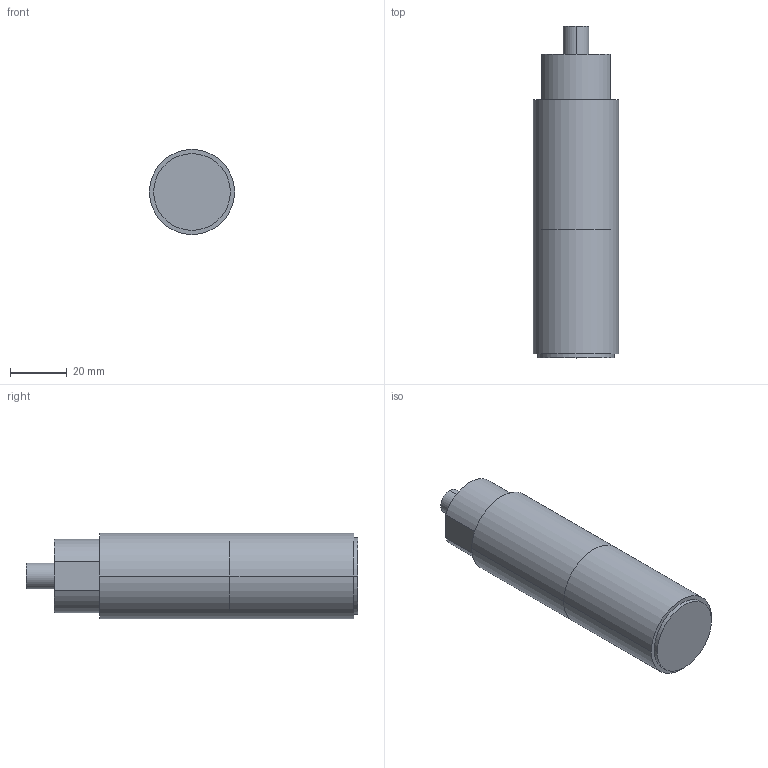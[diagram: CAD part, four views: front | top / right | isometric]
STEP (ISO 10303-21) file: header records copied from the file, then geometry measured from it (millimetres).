
FILE_DESCRIPTION((''),'2;1');
FILE_NAME('DM_CAD-2189','2015-11-27T',('Creinig-se'),(''),'PRO/ENGINEER BY PARAMETRIC TECHNOLOGY CORPORATION, 2013050','PRO/ENGINEER BY PARAMETRIC TECHNOLOGY CORPORATION, 2013050','');
FILE_SCHEMA(('CONFIG_CONTROL_DESIGN'));
Length unit declared in the file: millimetre
Products named in the file (1): DM_CAD-2189
Bounding box: 30 x 117 x 30 mm (x, y, z)
Volume: 73038.7 mm3; surface area: 11557.3 mm2
Topology: 1 solids, 1 shells, 17 faces, 86 edges, 78 vertices
Faces by surface type: cylinder 10, plane 7
Entity records: 1233 total; most frequent: DIRECTION 156, CARTESIAN_POINT 126, PRESENTATION_STYLE_ASSIGNMENT 103, STYLED_ITEM 100, CURVE_STYLE 93, ORIENTED_EDGE 68, VECTOR 52, LINE 52
